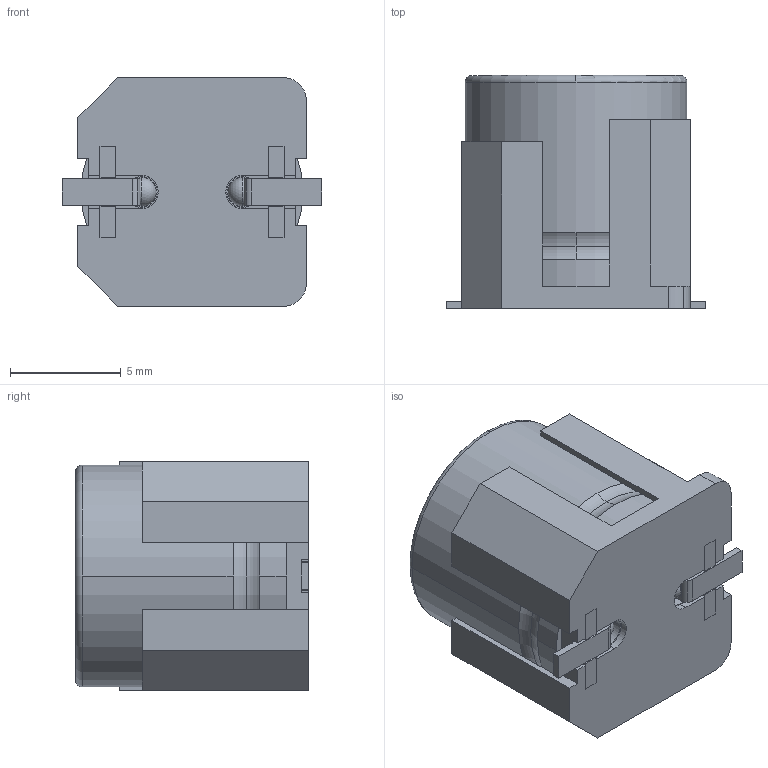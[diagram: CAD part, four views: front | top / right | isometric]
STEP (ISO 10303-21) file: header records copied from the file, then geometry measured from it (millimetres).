
FILE_DESCRIPTION (( 'STEP AP214' ), '1' );
FILE_NAME ('EEHZA1J560V.STEP', '2023-04-18T21:11:53', ( '' ), ( '' ), 'SwSTEP 2.0', 'SolidWorks 2021', '' );
FILE_SCHEMA (( 'AUTOMOTIVE_DESIGN' ));
Length unit declared in the file: millimetre
Products named in the file (1): EEHZA1J560V
Bounding box: 11.7 x 10.5 x 10.3 mm (x, y, z)
Volume: 958.1 mm3; surface area: 1083.4 mm2
Topology: 6 solids, 6 shells, 151 faces, 419 edges, 276 vertices
Faces by surface type: plane 110, cylinder 29, torus 6, sphere 6
Entity records: 4923 total; most frequent: CARTESIAN_POINT 843, ORIENTED_EDGE 830, DIRECTION 818, EDGE_CURVE 415, LINE 316, VECTOR 316, VERTEX_POINT 276, AXIS2_PLACEMENT_3D 251
